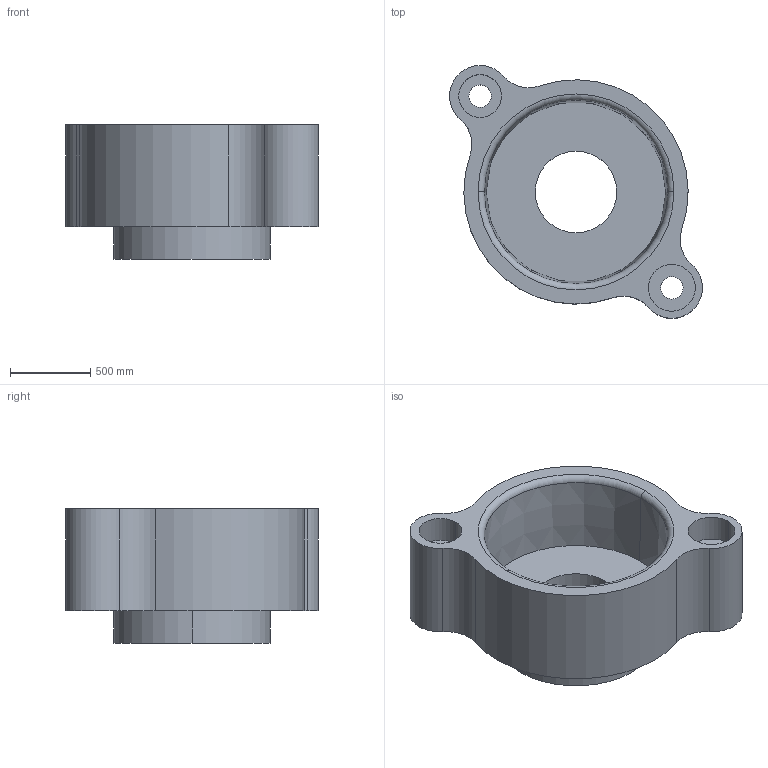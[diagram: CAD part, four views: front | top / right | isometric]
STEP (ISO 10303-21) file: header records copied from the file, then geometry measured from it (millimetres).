
FILE_DESCRIPTION((''),'2;1');
FILE_NAME('SUPPORT2','2015-01-22T',('fred'),(''),'PRO/ENGINEER BY PARAMETRIC TECHNOLOGY CORPORATION, 2012130','PRO/ENGINEER BY PARAMETRIC TECHNOLOGY CORPORATION, 2012130','');
FILE_SCHEMA(('CONFIG_CONTROL_DESIGN'));
Length unit declared in the file: inch
Products named in the file (1): SUPPORT2
Bounding box: 1574.8 x 1574.8 x 838.2 mm (x, y, z)
Volume: 664419895.4 mm3; surface area: 10053857.9 mm2
Topology: 1 solids, 1 shells, 30 faces, 70 edges, 46 vertices
Faces by surface type: cylinder 20, plane 6, torus 2, cone 2
Entity records: 938 total; most frequent: DIRECTION 178, CARTESIAN_POINT 146, ORIENTED_EDGE 140, AXIS2_PLACEMENT_3D 78, EDGE_CURVE 70, CIRCLE 48, VERTEX_POINT 46, EDGE_LOOP 40
